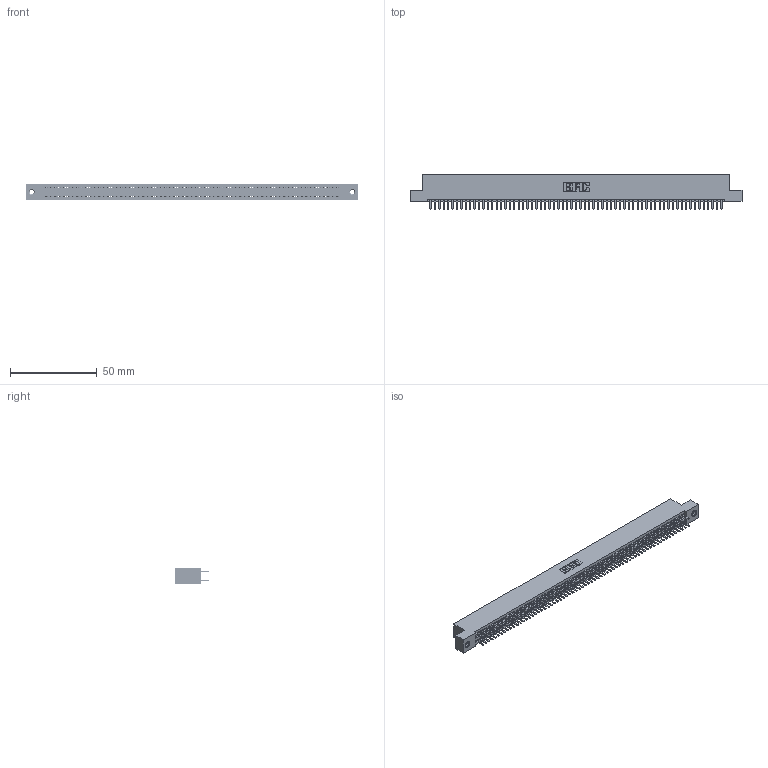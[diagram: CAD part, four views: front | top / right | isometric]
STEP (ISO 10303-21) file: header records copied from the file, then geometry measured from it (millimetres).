
FILE_DESCRIPTION (( 'STEP AP203' ), '1' );
FILE_NAME ('345-134-520-208.STEP', '2018-10-20T07:39:27', ( '' ), ( '' ), 'SwSTEP 2.0', 'SolidWorks 2016', '' );
FILE_SCHEMA (( 'CONFIG_CONTROL_DESIGN' ));
Length unit declared in the file: inch
Products named in the file (4): 345-292-001_345-293-120; 345 Part_Flush Mounting Lugs - 0.156 Dia-TI; 345-250-001_345-250-003-102; 345-134-520-208
Assembly tree (137 placements, depth 2):
  345-134-520-208
    345 Part_Flush Mounting Lugs - 0.156 Dia-TI
    345-292-001_345-293-120  x134
    345-250-001_345-250-003-102  x2
Bounding box: 191.39 x 19.68 x 9.4 mm (x, y, z)
Volume: 18758.4 mm3; surface area: 28100.3 mm2
Topology: 137 solids, 137 shells, 7422 faces, 21515 edges, 13978 vertices
Faces by surface type: plane 4802, cylinder 2604, cone 12, torus 4
Entity records: 50504 total; most frequent: CARTESIAN_POINT 8435, ORIENTED_EDGE 8350, DIRECTION 7421, EDGE_CURVE 4175, VECTOR 3751, LINE 3751, VERTEX_POINT 2776, AXIS2_PLACEMENT_3D 1835
